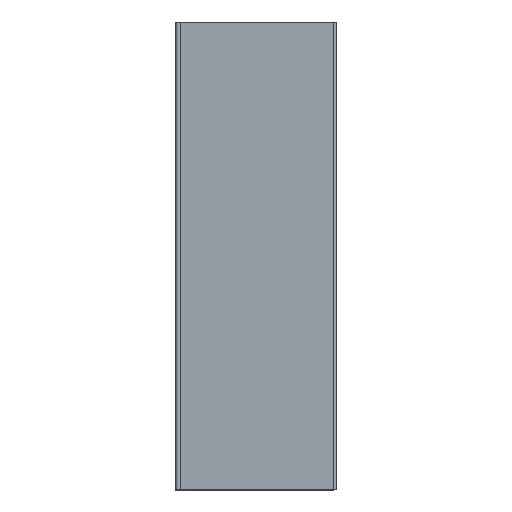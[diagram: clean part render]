
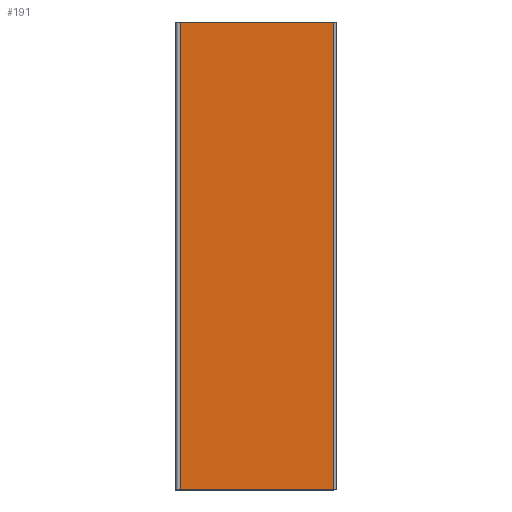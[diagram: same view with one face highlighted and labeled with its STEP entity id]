
A CAD part, top view. The second image highlights one B-rep face of the part: STEP entity #191.
In plain terms, the highlighted planar face has unit normal (0, 0, 1).
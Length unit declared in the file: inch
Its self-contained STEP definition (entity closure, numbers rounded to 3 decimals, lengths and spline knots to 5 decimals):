
#128=CARTESIAN_POINT('',(5.15173,12.93497,-0.37487));
#129=VERTEX_POINT('',#128);
#137=CARTESIAN_POINT('',(5.15173,6.93497,-0.37487));
#138=VERTEX_POINT('',#137);
#139=CARTESIAN_POINT('',(5.15173,6.93497,-0.37487));
#140=DIRECTION('',(0.,1.,0.));
#141=VECTOR('',#140,1.);
#142=LINE('',#139,#141);
#143=EDGE_CURVE('',#138,#129,#142,.T.);
#161=CARTESIAN_POINT('',(3.18396,12.93497,-0.37487));
#162=VERTEX_POINT('',#161);
#163=CARTESIAN_POINT('',(5.15173,12.93497,-0.37487));
#164=DIRECTION('',(-1.,0.,0.));
#165=VECTOR('',#164,1.);
#166=LINE('',#163,#165);
#167=EDGE_CURVE('',#129,#162,#166,.T.);
#168=ORIENTED_EDGE('',*,*,#167,.T.);
#169=CARTESIAN_POINT('',(3.18396,6.93497,-0.37487));
#170=VERTEX_POINT('',#169);
#171=CARTESIAN_POINT('',(3.18396,6.93497,-0.37487));
#172=DIRECTION('',(0.,1.,0.));
#173=VECTOR('',#172,1.);
#174=LINE('',#171,#173);
#175=EDGE_CURVE('',#170,#162,#174,.T.);
#176=ORIENTED_EDGE('',*,*,#175,.F.);
#177=CARTESIAN_POINT('',(5.15173,6.93497,-0.37487));
#178=DIRECTION('',(-1.,0.,0.));
#179=VECTOR('',#178,1.);
#180=LINE('',#177,#179);
#181=EDGE_CURVE('',#138,#170,#180,.T.);
#182=ORIENTED_EDGE('',*,*,#181,.F.);
#183=ORIENTED_EDGE('',*,*,#143,.T.);
#184=EDGE_LOOP('',(#168,#176,#182,#183));
#185=FACE_OUTER_BOUND('',#184,.T.);
#186=CARTESIAN_POINT('',(4.16785,6.93497,-0.37487));
#187=DIRECTION('',(0.,0.,1.));
#188=DIRECTION('',(1.,0.,0.));
#189=AXIS2_PLACEMENT_3D('',#186,#187,#188);
#190=PLANE('',#189);
#191=ADVANCED_FACE('',(#185),#190,.T.);
